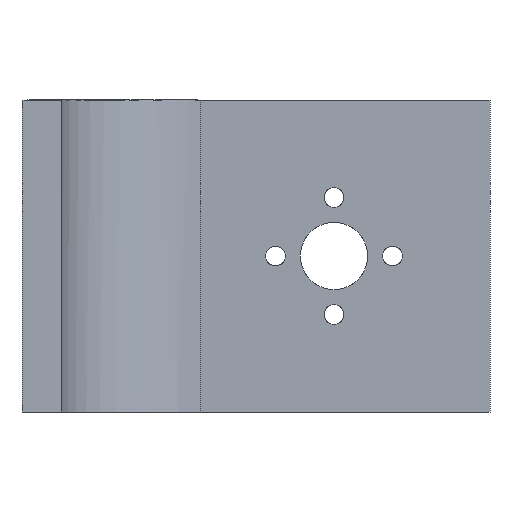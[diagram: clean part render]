
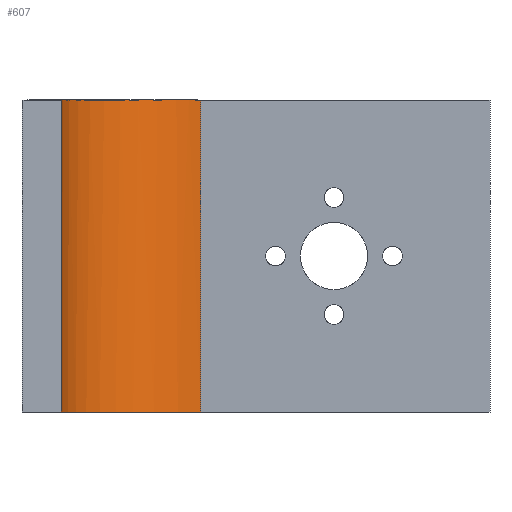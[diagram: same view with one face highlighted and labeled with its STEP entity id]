
A CAD part, front view. The second image highlights one B-rep face of the part: STEP entity #607.
In plain terms, the highlighted free-form (B-spline) face has degree [2, 1] with [3, 2] control points.
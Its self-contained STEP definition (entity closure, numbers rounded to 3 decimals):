
#568=(
BOUNDED_SURFACE()
B_SPLINE_SURFACE(2,1,((#569,#570),(#571,#572),(#573,#574)),.UNSPECIFIED.,.F.,.F.,.F.)
B_SPLINE_SURFACE_WITH_KNOTS((3,3),(2,2),(0.000,1.000),(0.000,1.000),.UNSPECIFIED.)
GEOMETRIC_REPRESENTATION_ITEM()
RATIONAL_B_SPLINE_SURFACE(((1.,1.),(0.707,0.707),(1.,1.)))
REPRESENTATION_ITEM('')
SURFACE()
);
#569=CARTESIAN_POINT('',(-2.871,37.659,20.));
#570=CARTESIAN_POINT('',(-2.871,37.659,-20.));
#571=CARTESIAN_POINT('',(-20.774,37.659,20.));
#572=CARTESIAN_POINT('',(-20.774,37.659,-20.));
#573=CARTESIAN_POINT('',(-20.774,19.757,20.));
#574=CARTESIAN_POINT('',(-20.774,19.757,-20.));
#575=CARTESIAN_POINT('',(-2.871,37.659,20.));
#576=VERTEX_POINT('',#575);
#577=(
BOUNDED_CURVE()
B_SPLINE_CURVE(1,(#578,#579),.UNSPECIFIED.,.F.,.F.)
B_SPLINE_CURVE_WITH_KNOTS((2,2),(0.000,1.000),.UNSPECIFIED.)
CURVE()
GEOMETRIC_REPRESENTATION_ITEM()
RATIONAL_B_SPLINE_CURVE((1.,1.))
REPRESENTATION_ITEM('')
);
#578=CARTESIAN_POINT('',(-2.871,37.659,20.));
#579=CARTESIAN_POINT('',(-2.871,37.659,-20.));
#580=CARTESIAN_POINT('',(-2.871,37.659,-20.));
#581=VERTEX_POINT('',#580);
#582=EDGE_CURVE('',#576,#581,#577,.T.);
#583=ORIENTED_EDGE('',*,*,#582,.T.);
#584=(
BOUNDED_CURVE()
B_SPLINE_CURVE(2,(#585,#586,#587),.UNSPECIFIED.,.F.,.F.)
B_SPLINE_CURVE_WITH_KNOTS((3,3),(0.000,1.000),.UNSPECIFIED.)
CURVE()
GEOMETRIC_REPRESENTATION_ITEM()
RATIONAL_B_SPLINE_CURVE((1.,0.707,1.))
REPRESENTATION_ITEM('')
);
#585=CARTESIAN_POINT('',(-2.871,37.659,-20.));
#586=CARTESIAN_POINT('',(-20.774,37.659,-20.));
#587=CARTESIAN_POINT('',(-20.774,19.757,-20.));
#588=CARTESIAN_POINT('',(-20.774,19.757,-20.));
#589=VERTEX_POINT('',#588);
#590=EDGE_CURVE('',#581,#589,#584,.T.);
#591=ORIENTED_EDGE('',*,*,#590,.T.);
#592=(
BOUNDED_CURVE()
B_SPLINE_CURVE(1,(#593,#594),.UNSPECIFIED.,.F.,.F.)
B_SPLINE_CURVE_WITH_KNOTS((2,2),(0.000,1.000),.UNSPECIFIED.)
CURVE()
GEOMETRIC_REPRESENTATION_ITEM()
RATIONAL_B_SPLINE_CURVE((1.,1.))
REPRESENTATION_ITEM('')
);
#593=CARTESIAN_POINT('',(-20.774,19.757,-20.));
#594=CARTESIAN_POINT('',(-20.774,19.757,20.));
#595=CARTESIAN_POINT('',(-20.774,19.757,20.));
#596=VERTEX_POINT('',#595);
#597=EDGE_CURVE('',#589,#596,#592,.T.);
#598=ORIENTED_EDGE('',*,*,#597,.T.);
#599=(
BOUNDED_CURVE()
B_SPLINE_CURVE(2,(#600,#601,#602),.UNSPECIFIED.,.F.,.F.)
B_SPLINE_CURVE_WITH_KNOTS((3,3),(0.000,1.000),.UNSPECIFIED.)
CURVE()
GEOMETRIC_REPRESENTATION_ITEM()
RATIONAL_B_SPLINE_CURVE((1.,0.707,1.))
REPRESENTATION_ITEM('')
);
#600=CARTESIAN_POINT('',(-20.774,19.757,20.));
#601=CARTESIAN_POINT('',(-20.774,37.659,20.));
#602=CARTESIAN_POINT('',(-2.871,37.659,20.));
#603=EDGE_CURVE('',#596,#576,#599,.T.);
#604=ORIENTED_EDGE('',*,*,#603,.T.);
#605=EDGE_LOOP('',(#583,#591,#598,#604));
#606=FACE_OUTER_BOUND('',#605,.T.);
#607=ADVANCED_FACE('',(#606),#568,.T.);
